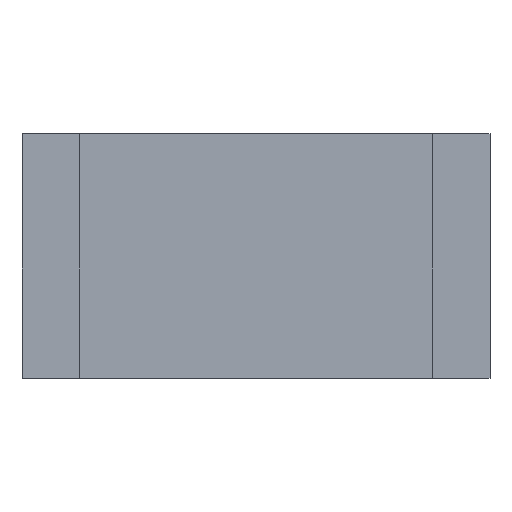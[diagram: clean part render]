
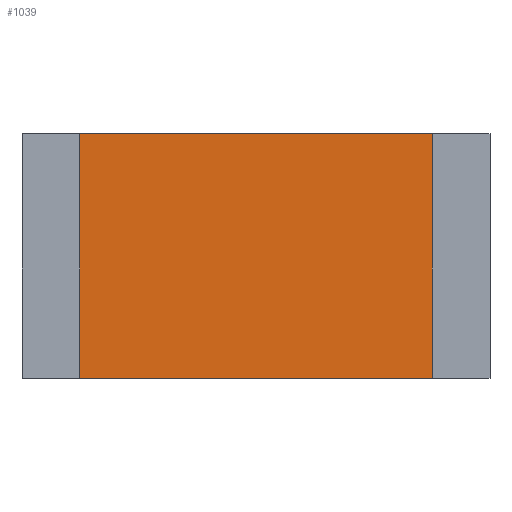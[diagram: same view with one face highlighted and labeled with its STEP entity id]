
A CAD part, top view. The second image highlights one B-rep face of the part: STEP entity #1039.
In plain terms, the highlighted planar face has unit normal (0, 0, 1).
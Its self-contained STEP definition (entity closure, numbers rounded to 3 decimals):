
#645=CARTESIAN_POINT('',(2.45,1.7,0.65));
#646=VERTEX_POINT('',#645);
#655=CARTESIAN_POINT('',(2.45,-1.7,0.65));
#656=VERTEX_POINT('',#655);
#657=CARTESIAN_POINT('',(2.45,-1.7,0.65));
#658=DIRECTION('',(0.0,1.0,0.0));
#659=VECTOR('',#658,3.4);
#660=LINE('',#657,#659);
#661=EDGE_CURVE('',#656,#646,#660,.T.);
#811=CARTESIAN_POINT('',(-2.45,1.7,0.65));
#812=VERTEX_POINT('',#811);
#827=CARTESIAN_POINT('',(-2.45,-1.7,0.65));
#828=VERTEX_POINT('',#827);
#835=CARTESIAN_POINT('',(-2.45,1.7,0.65));
#836=DIRECTION('',(0.0,-1.0,0.0));
#837=VECTOR('',#836,3.4);
#838=LINE('',#835,#837);
#839=EDGE_CURVE('',#812,#828,#838,.T.);
#989=CARTESIAN_POINT('',(-2.45,1.7,0.65));
#990=DIRECTION('',(1.0,0.0,0.0));
#991=VECTOR('',#990,4.9);
#992=LINE('',#989,#991);
#993=EDGE_CURVE('',#812,#646,#992,.T.);
#1004=CARTESIAN_POINT('',(2.45,-1.7,0.65));
#1005=DIRECTION('',(-1.0,0.0,0.0));
#1006=VECTOR('',#1005,4.9);
#1007=LINE('',#1004,#1006);
#1008=EDGE_CURVE('',#656,#828,#1007,.T.);
#1028=CARTESIAN_POINT('',(0.0,0.,0.65));
#1029=DIRECTION('',(0.0,0.0,1.0));
#1030=DIRECTION('',(1.0,0.0,0.0));
#1031=AXIS2_PLACEMENT_3D('',#1028,#1029,#1030);
#1032=PLANE('',#1031);
#1033=ORIENTED_EDGE('',*,*,#661,.T.);
#1034=ORIENTED_EDGE('',*,*,#993,.F.);
#1035=ORIENTED_EDGE('',*,*,#839,.T.);
#1036=ORIENTED_EDGE('',*,*,#1008,.F.);
#1037=EDGE_LOOP('',(#1033,#1034,#1035,#1036));
#1038=FACE_OUTER_BOUND('',#1037,.T.);
#1039=ADVANCED_FACE('',(#1038),#1032,.T.);
